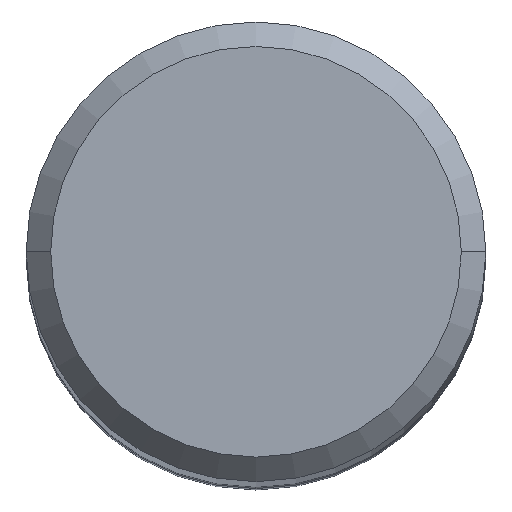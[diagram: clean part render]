
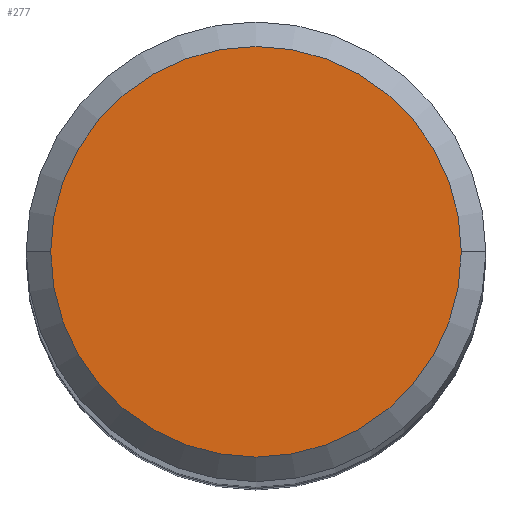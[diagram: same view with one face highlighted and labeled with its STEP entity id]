
A CAD part, top view. The second image highlights one B-rep face of the part: STEP entity #277.
In plain terms, the highlighted planar face has unit normal (0, 0, 1).
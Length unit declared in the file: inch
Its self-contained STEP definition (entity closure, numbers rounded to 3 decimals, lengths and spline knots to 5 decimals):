
#19 = AXIS2_PLACEMENT_3D ( 'NONE', #91, #222, #100 ) ;
#30 = VERTEX_POINT ( 'NONE', #78 ) ;
#31 = EDGE_CURVE ( 'NONE', #30, #53, #289, .T. ) ;
#53 = VERTEX_POINT ( 'NONE', #483 ) ;
#78 = CARTESIAN_POINT ( 'NONE',  ( -0.1675, 0., 0. ) ) ;
#91 = CARTESIAN_POINT ( 'NONE',  ( 0., 0., 0. ) ) ;
#100 = DIRECTION ( 'NONE',  ( 1., 0., 0. ) ) ;
#117 = CARTESIAN_POINT ( 'NONE',  ( 0., 0.1675, 0. ) ) ;
#158 = DIRECTION ( 'NONE',  ( 0., 0., 1. ) ) ;
#171 = CIRCLE ( 'NONE', #487, 0.1675 ) ;
#181 = EDGE_CURVE ( 'NONE', #53, #30, #171, .T. ) ;
#207 = CARTESIAN_POINT ( 'NONE',  ( 0., 0., 0. ) ) ;
#222 = DIRECTION ( 'NONE',  ( 0., 0., 1. ) ) ;
#234 = ORIENTED_EDGE ( 'NONE', *, *, #31, .T. ) ;
#239 = EDGE_LOOP ( 'NONE', ( #234, #364 ) ) ;
#277 = ADVANCED_FACE ( 'NONE', ( #293 ), #459, .F. ) ;
#284 = DIRECTION ( 'NONE',  ( 1., 0., 0. ) ) ;
#289 = CIRCLE ( 'NONE', #19, 0.1675 ) ;
#293 = FACE_OUTER_BOUND ( 'NONE', #239, .T. ) ;
#295 = DIRECTION ( 'NONE',  ( 0., 0., -1. ) ) ;
#359 = AXIS2_PLACEMENT_3D ( 'NONE', #117, #295, #461 ) ;
#364 = ORIENTED_EDGE ( 'NONE', *, *, #181, .T. ) ;
#459 = PLANE ( 'NONE',  #359 ) ;
#461 = DIRECTION ( 'NONE',  ( -1., 0., 0. ) ) ;
#483 = CARTESIAN_POINT ( 'NONE',  ( 0.1675, 0., 0. ) ) ;
#487 = AXIS2_PLACEMENT_3D ( 'NONE', #207, #158, #284 ) ;
